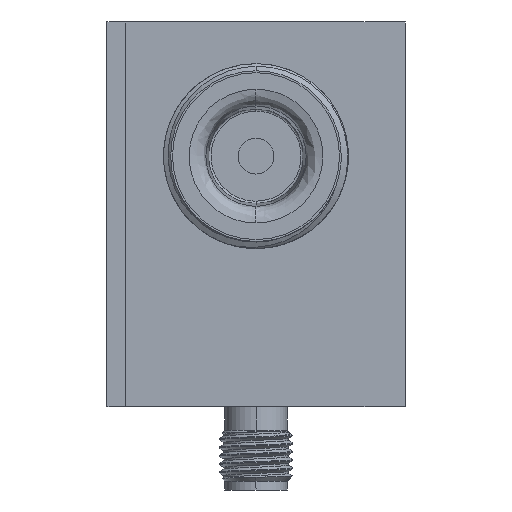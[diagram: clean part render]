
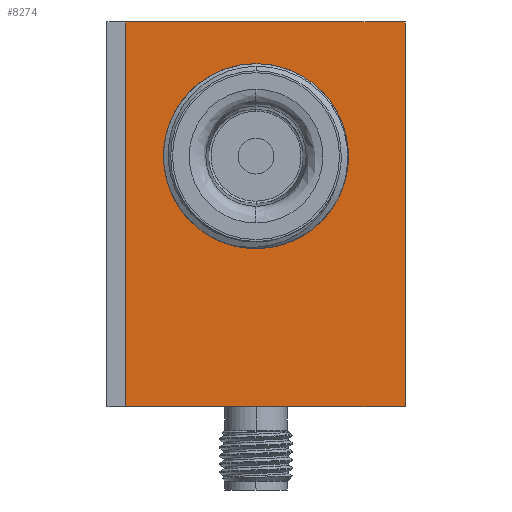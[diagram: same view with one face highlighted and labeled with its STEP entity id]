
A CAD part, left-side view. The second image highlights one B-rep face of the part: STEP entity #8274.
In plain terms, the highlighted planar face has unit normal (-1, 0, 0).
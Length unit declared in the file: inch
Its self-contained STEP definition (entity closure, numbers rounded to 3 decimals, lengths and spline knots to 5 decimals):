
#149 = VECTOR ( 'NONE', #13572, 39.37008 ) ;
#1168 = VECTOR ( 'NONE', #6482, 39.37008 ) ;
#1190 = EDGE_CURVE ( 'NONE', #4078, #1547, #7682, .T. ) ;
#1425 = CARTESIAN_POINT ( 'NONE',  ( -0.4225, 0.937, -0.645 ) ) ;
#1547 = VERTEX_POINT ( 'NONE', #5448 ) ;
#2029 = ORIENTED_EDGE ( 'NONE', *, *, #1190, .F. ) ;
#2244 = LINE ( 'NONE', #6339, #149 ) ;
#2363 = VERTEX_POINT ( 'NONE', #6085 ) ;
#2383 = LINE ( 'NONE', #5586, #1168 ) ;
#2521 = DIRECTION ( 'NONE',  ( 0., 1., 0. ) ) ;
#2614 = EDGE_CURVE ( 'NONE', #3470, #2363, #5525, .T. ) ;
#2734 = VECTOR ( 'NONE', #5597, 39.37008 ) ;
#2853 = FACE_OUTER_BOUND ( 'NONE', #3994, .T. ) ;
#3470 = VERTEX_POINT ( 'NONE', #5941 ) ;
#3937 = PLANE ( 'NONE',  #10771 ) ;
#3994 = EDGE_LOOP ( 'NONE', ( #2029, #10306, #5217, #11693 ) ) ;
#4078 = VERTEX_POINT ( 'NONE', #8667 ) ;
#5097 = CARTESIAN_POINT ( 'NONE',  ( -0.4225, 0.937, 0.645 ) ) ;
#5217 = ORIENTED_EDGE ( 'NONE', *, *, #2614, .F. ) ;
#5448 = CARTESIAN_POINT ( 'NONE',  ( -0.4225, 0., 0.645 ) ) ;
#5525 = LINE ( 'NONE', #1425, #6269 ) ;
#5586 = CARTESIAN_POINT ( 'NONE',  ( -0.4225, 0., 0.645 ) ) ;
#5597 = DIRECTION ( 'NONE',  ( 0., -1., 0. ) ) ;
#5941 = CARTESIAN_POINT ( 'NONE',  ( -0.4225, 0., -0.645 ) ) ;
#6085 = CARTESIAN_POINT ( 'NONE',  ( -0.4225, 0.937, -0.645 ) ) ;
#6269 = VECTOR ( 'NONE', #2521, 39.37008 ) ;
#6339 = CARTESIAN_POINT ( 'NONE',  ( -0.4225, 0.937, 0.645 ) ) ;
#6482 = DIRECTION ( 'NONE',  ( 0., 0., -1. ) ) ;
#7029 = DIRECTION ( 'NONE',  ( 1., 0., 0. ) ) ;
#7216 = EDGE_CURVE ( 'NONE', #2363, #4078, #2244, .T. ) ;
#7682 = LINE ( 'NONE', #11869, #2734 ) ;
#8274 = ADVANCED_FACE ( 'NONE', ( #2853 ), #3937, .F. ) ;
#8667 = CARTESIAN_POINT ( 'NONE',  ( -0.4225, 0.937, 0.645 ) ) ;
#10306 = ORIENTED_EDGE ( 'NONE', *, *, #7216, .F. ) ;
#10771 = AXIS2_PLACEMENT_3D ( 'NONE', #5097, #7029, #13347 ) ;
#11570 = EDGE_CURVE ( 'NONE', #1547, #3470, #2383, .T. ) ;
#11693 = ORIENTED_EDGE ( 'NONE', *, *, #11570, .F. ) ;
#11869 = CARTESIAN_POINT ( 'NONE',  ( -0.4225, 0.937, 0.645 ) ) ;
#13347 = DIRECTION ( 'NONE',  ( 0., 0., -1. ) ) ;
#13572 = DIRECTION ( 'NONE',  ( 0., 0., 1. ) ) ;
